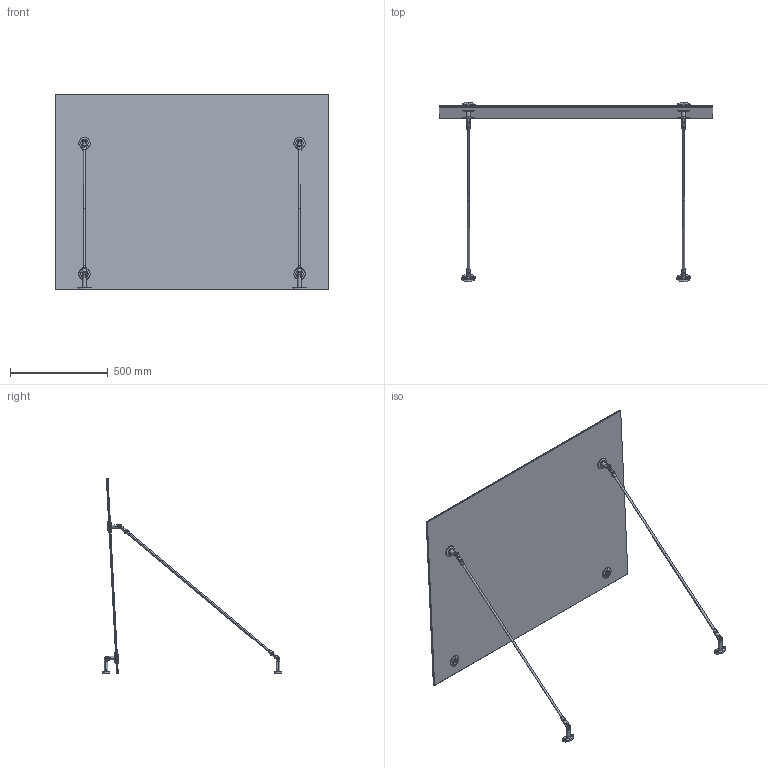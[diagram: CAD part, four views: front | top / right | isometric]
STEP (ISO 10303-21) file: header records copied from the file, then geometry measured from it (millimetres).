
FILE_DESCRIPTION (( 'STEP AP214' ), '1' );
FILE_NAME ('GS14_PR-R3-M12-set.STEP', '2023-03-15T07:36:45', ( '' ), ( '' ), 'SwSTEP 2.0', 'SolidWorks 2019', '' );
FILE_SCHEMA (( 'AUTOMOTIVE_DESIGN' ));
Length unit declared in the file: millimetre
Products named in the file (29): GS_12,76-140x100.STEP; A_PR12-1000-M12.STEP; A14_PR70x40-M12_skupina.STEP; skrutka DIN 7984_M8x15_A4-70.STEP; A14_PR-60-M12.P5.STEP; A14_PR70x40-60_skupina.STEP; skrutka DIN 7991_M10x40_A4-70.STEP; A14_PR-60-M12.P2.STEP; A14_PR70x40-60.P6.STEP; skrutka DIN 7991_M10x20_A4-70.STEP; A14_PR70x40-M12.P3.STEP; A14_PR-60-M12.P1.STEP; GS14_PR-R3-M12.STEP; A14_PR70x40-60.P3.STEP; A14_PR70x40-60.P5.STEP; A14_PR70x40-60.P7.STEP; A14_PR-60-M12_skupina.STEP; A14_PR70x40-60.P4.STEP; A14_PR-60-M12.P6.STEP; A14_PR-60-M12.P3.STEP; GS14_PR-R3-M12-set; A14_PR70x40-60.P1.STEP; A14_PR70x40-60.P2.STEP; A14_PR70x40-M12.P1.STEP; A14_PR70x40-M12.P2.STEP; A14_PR-60-M12.P4.STEP
Assembly tree (60 placements, depth 4):
  GS14_PR-R3-M12-set
    GS14_PR-R3-M12.STEP
      A14_PR-60-M12_skupina.STEP
        A14_PR-60-M12.P4.STEP
        A14_PR-60-M12.P3.STEP
        A14_PR-60-M12.P5.STEP  x2
        A14_PR-60-M12.P6.STEP
        A14_PR-60-M12.P2.STEP
        A14_PR-60-M12.P1.STEP
        skrutka DIN 7991_M10x40_A4-70.STEP
        skrutka DIN 7984_M8x15_A4-70.STEP
      A14_PR70x40-60_skupina.STEP
        A14_PR70x40-60.P5.STEP
        A14_PR70x40-60.P4.STEP
        A14_PR70x40-60.P6.STEP  x2
        A14_PR70x40-60.P7.STEP
        A14_PR70x40-60.P3.STEP
        A14_PR70x40-60.P2.STEP
        skrutka DIN 7991_M10x40_A4-70.STEP
        skrutka DIN 7984_M8x15_A4-70.STEP
        A14_PR70x40-60.P1.STEP
        skrutka DIN 7991_M10x20_A4-70.STEP
      A14_PR70x40-M12_skupina.STEP
        A14_PR70x40-M12.P1.STEP
        A14_PR70x40-M12.P3.STEP
        A14_PR70x40-M12.P2.STEP
        skrutka DIN 7984_M8x15_A4-70.STEP
        skrutka DIN 7991_M10x20_A4-70.STEP
      A14_PR70x40-M12_skupina.STEP
        A14_PR70x40-M12.P1.STEP
        A14_PR70x40-M12.P3.STEP
        A14_PR70x40-M12.P2.STEP
        skrutka DIN 7984_M8x15_A4-70.STEP
        skrutka DIN 7991_M10x20_A4-70.STEP
      A14_PR70x40-60_skupina.STEP
        A14_PR70x40-60.P5.STEP
        A14_PR70x40-60.P4.STEP
        A14_PR70x40-60.P6.STEP  x2
        A14_PR70x40-60.P7.STEP
        A14_PR70x40-60.P3.STEP
        A14_PR70x40-60.P2.STEP
        skrutka DIN 7991_M10x40_A4-70.STEP
        skrutka DIN 7984_M8x15_A4-70.STEP
        A14_PR70x40-60.P1.STEP
        skrutka DIN 7991_M10x20_A4-70.STEP
      A14_PR-60-M12_skupina.STEP
        A14_PR-60-M12.P4.STEP
        A14_PR-60-M12.P3.STEP
        A14_PR-60-M12.P5.STEP  x2
        A14_PR-60-M12.P6.STEP
        A14_PR-60-M12.P2.STEP
        A14_PR-60-M12.P1.STEP
        skrutka DIN 7991_M10x40_A4-70.STEP
        skrutka DIN 7984_M8x15_A4-70.STEP
      GS_12,76-140x100.STEP
      A_PR12-1000-M12.STEP  x2
Bounding box: 1400 x 919.94 x 998.98 mm (x, y, z)
Volume: 12828760.4 mm3; surface area: 3115390.9 mm2
Topology: 53 solids, 53 shells, 1024 faces, 2226 edges, 1286 vertices
Faces by surface type: plane 368, cylinder 308, cone 284, bspline 64
Entity records: 14339 total; most frequent: CARTESIAN_POINT 3966, DIRECTION 2138, ORIENTED_EDGE 1766, EDGE_CURVE 883, AXIS2_PLACEMENT_3D 866, VERTEX_POINT 531, EDGE_LOOP 468, CIRCLE 417
